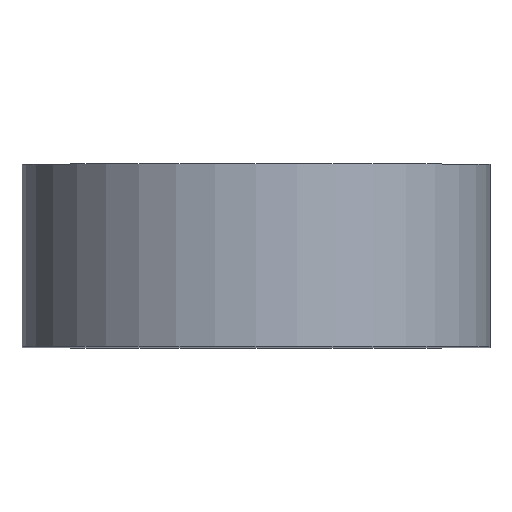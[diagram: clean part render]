
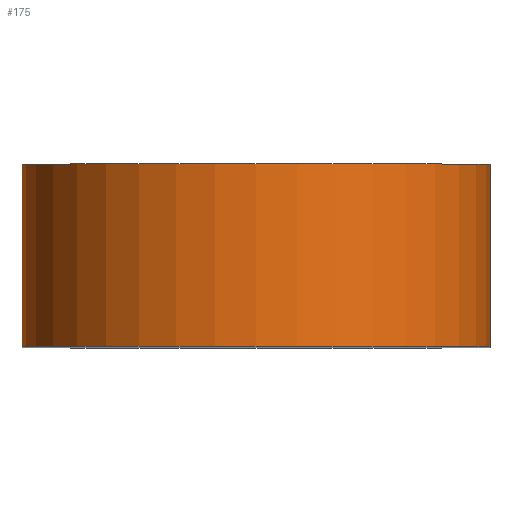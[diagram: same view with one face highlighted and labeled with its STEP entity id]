
A CAD part, top view. The second image highlights one B-rep face of the part: STEP entity #175.
In plain terms, the highlighted cylindrical face has radius 8.014 mm (diameter 16.028 mm), a partial arc.
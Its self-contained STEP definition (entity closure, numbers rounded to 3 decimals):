
#18=CYLINDRICAL_SURFACE('',#208,8.014);
#35=FACE_OUTER_BOUND('',#47,.T.);
#47=EDGE_LOOP('',(#155,#156,#157,#158));
#58=LINE('',#299,#70);
#62=LINE('',#308,#74);
#70=VECTOR('',#248,10.);
#74=VECTOR('',#258,10.);
#77=CIRCLE('',#195,8.014);
#84=CIRCLE('',#209,8.014);
#87=VERTEX_POINT('',#273);
#88=VERTEX_POINT('',#274);
#96=VERTEX_POINT('',#297);
#98=VERTEX_POINT('',#306);
#102=EDGE_CURVE('',#87,#88,#77,.T.);
#114=EDGE_CURVE('',#96,#87,#58,.T.);
#119=EDGE_CURVE('',#98,#88,#62,.T.);
#120=EDGE_CURVE('',#96,#98,#84,.T.);
#155=ORIENTED_EDGE('',*,*,#120,.T.);
#156=ORIENTED_EDGE('',*,*,#119,.T.);
#157=ORIENTED_EDGE('',*,*,#102,.F.);
#158=ORIENTED_EDGE('',*,*,#114,.F.);
#175=ADVANCED_FACE('',(#35),#18,.T.);
#195=AXIS2_PLACEMENT_3D('',#275,#222,#223);
#208=AXIS2_PLACEMENT_3D('',#309,#259,#260);
#209=AXIS2_PLACEMENT_3D('',#310,#261,#262);
#222=DIRECTION('center_axis',(0.,1.,0.));
#223=DIRECTION('ref_axis',(-1.,0.,0.));
#248=DIRECTION('',(0.,1.,0.));
#258=DIRECTION('',(0.,1.,0.));
#259=DIRECTION('center_axis',(0.,1.,0.));
#260=DIRECTION('ref_axis',(-1.,0.,0.));
#261=DIRECTION('center_axis',(0.,1.,0.));
#262=DIRECTION('ref_axis',(-1.,0.,0.));
#273=CARTESIAN_POINT('',(73.,151.168,77.686));
#274=CARTESIAN_POINT('',(89.028,151.168,77.686));
#275=CARTESIAN_POINT('Origin',(81.014,151.168,77.686));
#297=CARTESIAN_POINT('',(73.,144.918,77.686));
#299=CARTESIAN_POINT('',(73.,144.918,77.686));
#306=CARTESIAN_POINT('',(89.028,144.918,77.686));
#308=CARTESIAN_POINT('',(89.028,144.918,77.686));
#309=CARTESIAN_POINT('Origin',(81.014,144.918,77.686));
#310=CARTESIAN_POINT('Origin',(81.014,144.918,77.686));
